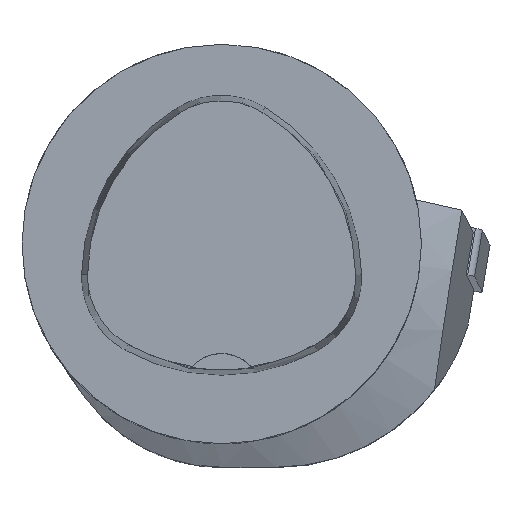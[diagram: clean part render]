
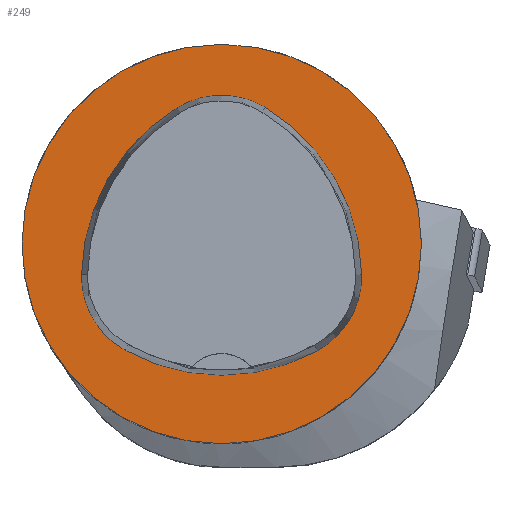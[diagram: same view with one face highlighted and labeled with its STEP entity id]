
A CAD part, top view. The second image highlights one B-rep face of the part: STEP entity #249.
In plain terms, the highlighted planar face has unit normal (0, 0, 1).
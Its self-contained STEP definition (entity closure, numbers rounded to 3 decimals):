
#249=ADVANCED_FACE('',(#485,#486),#303,.T.);
#303=PLANE('',#1429);
#485=FACE_BOUND('',#538,.T.);
#486=FACE_BOUND('',#539,.T.);
#538=EDGE_LOOP('',(#770,#771,#772,#773,#774,#775));
#539=EDGE_LOOP('',(#776));
#770=ORIENTED_EDGE('',*,*,#1158,.T.);
#771=ORIENTED_EDGE('',*,*,#1138,.T.);
#772=ORIENTED_EDGE('',*,*,#1142,.T.);
#773=ORIENTED_EDGE('',*,*,#1145,.T.);
#774=ORIENTED_EDGE('',*,*,#1148,.T.);
#775=ORIENTED_EDGE('',*,*,#1156,.T.);
#776=ORIENTED_EDGE('',*,*,#1161,.F.);
#998=VERTEX_POINT('',#2202);
#999=VERTEX_POINT('',#2203);
#1002=VERTEX_POINT('',#2211);
#1004=VERTEX_POINT('',#2217);
#1006=VERTEX_POINT('',#2223);
#1013=VERTEX_POINT('',#2244);
#1014=VERTEX_POINT('',#2254);
#1138=EDGE_CURVE('',#998,#999,#1230,.T.);
#1142=EDGE_CURVE('',#999,#1002,#1232,.T.);
#1145=EDGE_CURVE('',#1002,#1004,#1234,.T.);
#1148=EDGE_CURVE('',#1004,#1006,#1236,.T.);
#1156=EDGE_CURVE('',#1006,#1013,#1240,.T.);
#1158=EDGE_CURVE('',#1013,#998,#1242,.T.);
#1161=EDGE_CURVE('',#1014,#1014,#1245,.T.);
#1230=CIRCLE('',#1406,20.);
#1232=CIRCLE('',#1409,8.5);
#1234=CIRCLE('',#1412,20.);
#1236=CIRCLE('',#1415,8.5);
#1240=CIRCLE('',#1420,20.);
#1242=CIRCLE('',#1423,8.5);
#1245=CIRCLE('',#1428,20.);
#1406=AXIS2_PLACEMENT_3D('',#2201,#1679,#1680);
#1409=AXIS2_PLACEMENT_3D('',#2210,#1687,#1688);
#1412=AXIS2_PLACEMENT_3D('',#2216,#1694,#1695);
#1415=AXIS2_PLACEMENT_3D('',#2222,#1701,#1702);
#1420=AXIS2_PLACEMENT_3D('',#2245,#1713,#1714);
#1423=AXIS2_PLACEMENT_3D('',#2248,#1719,#1720);
#1428=AXIS2_PLACEMENT_3D('',#2253,#1729,#1730);
#1429=AXIS2_PLACEMENT_3D('',#2255,#1731,#1732);
#1679=DIRECTION('',(0.,0.,-1.));
#1680=DIRECTION('',(-1.,0.,0.));
#1687=DIRECTION('',(0.,0.,-1.));
#1688=DIRECTION('',(-1.,0.,0.));
#1694=DIRECTION('',(0.,0.,-1.));
#1695=DIRECTION('',(-1.,0.,0.));
#1701=DIRECTION('',(0.,0.,-1.));
#1702=DIRECTION('',(-1.,0.,0.));
#1713=DIRECTION('',(0.,0.,-1.));
#1714=DIRECTION('',(-1.,0.,0.));
#1719=DIRECTION('',(0.,0.,-1.));
#1720=DIRECTION('',(-1.,0.,0.));
#1729=DIRECTION('',(0.,0.,-1.));
#1730=DIRECTION('',(-1.,0.,0.));
#1731=DIRECTION('',(0.,0.,1.));
#1732=DIRECTION('',(1.,0.,0.));
#2201=CARTESIAN_POINT('',(5.955,-3.414,0.));
#2202=CARTESIAN_POINT('',(-14.041,-3.042,0.));
#2203=CARTESIAN_POINT('',(-4.472,13.653,0.));
#2210=CARTESIAN_POINT('',(-0.04,6.4,0.));
#2211=CARTESIAN_POINT('',(4.347,13.68,0.));
#2216=CARTESIAN_POINT('',(-5.976,-3.45,0.));
#2217=CARTESIAN_POINT('',(14.021,-3.075,0.));
#2222=CARTESIAN_POINT('',(5.522,-3.235,0.));
#2223=CARTESIAN_POINT('',(9.588,-10.699,0.));
#2244=CARTESIAN_POINT('',(-9.655,-10.639,0.));
#2245=CARTESIAN_POINT('',(0.022,6.864,0.));
#2248=CARTESIAN_POINT('',(-5.543,-3.2,0.));
#2253=CARTESIAN_POINT('',(0.,0.,0.));
#2254=CARTESIAN_POINT('',(-20.,0.,0.));
#2255=CARTESIAN_POINT('',(0.,0.,0.));
